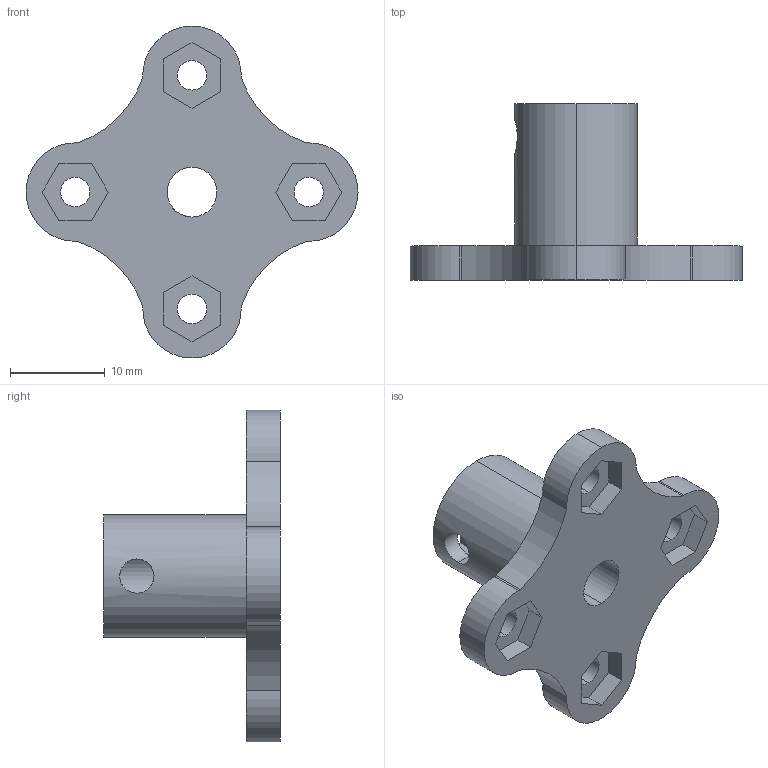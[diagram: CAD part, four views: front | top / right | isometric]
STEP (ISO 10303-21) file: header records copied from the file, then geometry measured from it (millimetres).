
FILE_DESCRIPTION (( 'STEP AP214' ), '1' );
FILE_NAME ('Bearing_hub_spring_new2.STEP', '2020-03-20T14:13:59', ( '' ), ( '' ), 'SwSTEP 2.0', 'SolidWorks 2019', '' );
FILE_SCHEMA (( 'AUTOMOTIVE_DESIGN' ));
Length unit declared in the file: millimetre
Products named in the file (1): Bearing_hub_spring_new2
Bounding box: 34.97 x 18.6 x 34.95 mm (x, y, z)
Volume: 3449.8 mm3; surface area: 2754 mm2
Topology: 1 solids, 1 shells, 66 faces, 177 edges, 118 vertices
Faces by surface type: plane 39, cylinder 27
Entity records: 2187 total; most frequent: CARTESIAN_POINT 420, DIRECTION 363, ORIENTED_EDGE 354, EDGE_CURVE 177, LINE 121, VECTOR 121, AXIS2_PLACEMENT_3D 121, VERTEX_POINT 118
